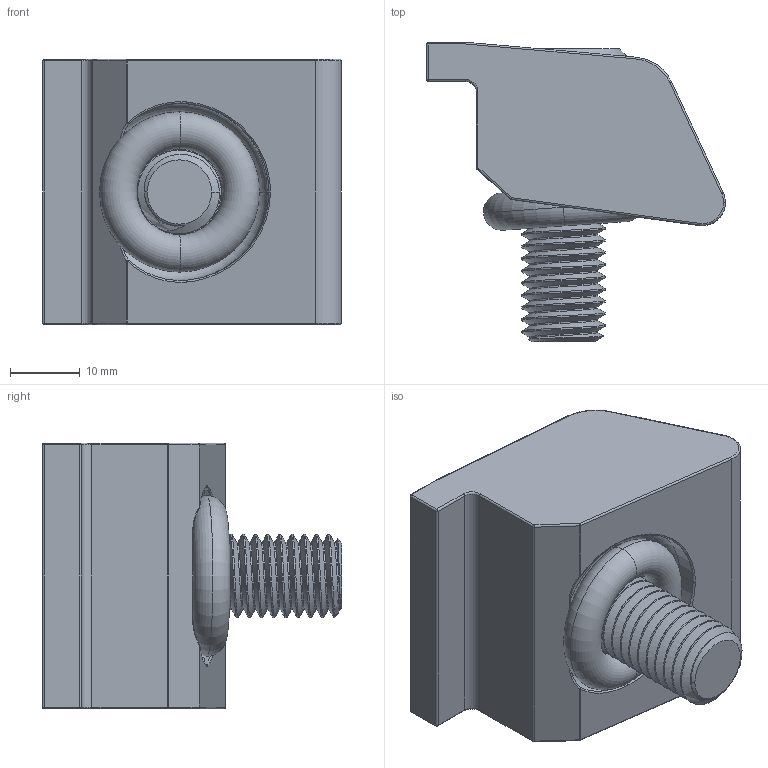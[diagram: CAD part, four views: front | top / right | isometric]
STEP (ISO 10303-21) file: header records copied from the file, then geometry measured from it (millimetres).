
FILE_DESCRIPTION (( 'STEP AP214' ), '1' );
FILE_NAME ('56088.STEP', '2017-10-31T12:26:26', ( 'Mike W' ), ( '' ), 'SwSTEP 2.0', 'SolidWorks 2017', '' );
FILE_SCHEMA (( 'AUTOMOTIVE_DESIGN' ));
Length unit declared in the file: millimetre
Products named in the file (4): M1230MM SHCS_M1230MM SHCS; 310 O-RING_310 O-RING; 2608XX_260881; 56088
Assembly tree (3 placements, depth 2):
  56088
    2608XX_260881
    310 O-RING_310 O-RING
    M1230MM SHCS_M1230MM SHCS
Bounding box: 42.86 x 42.93 x 38.1 mm (x, y, z)
Volume: 27549.8 mm3; surface area: 10989 mm2
Topology: 3 solids, 3 shells, 194 faces, 478 edges, 286 vertices
Faces by surface type: cylinder 106, plane 25, bspline 22, torus 16, cone 15, sphere 10
Entity records: 9245 total; most frequent: CARTESIAN_POINT 5083, ORIENTED_EDGE 948, DIRECTION 760, EDGE_CURVE 474, AXIS2_PLACEMENT_3D 301, VERTEX_POINT 286, EDGE_LOOP 198, FACE_OUTER_BOUND 194
